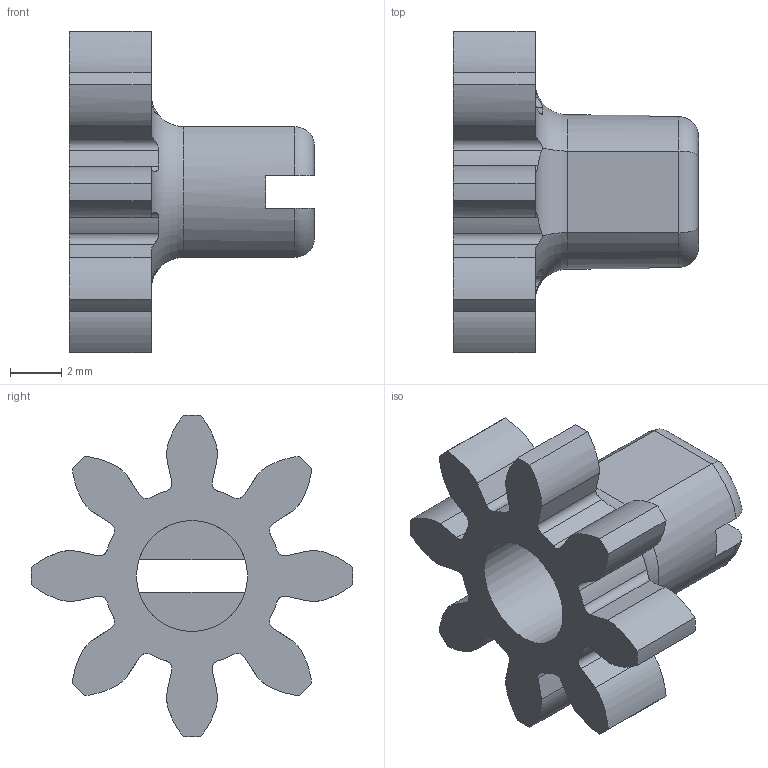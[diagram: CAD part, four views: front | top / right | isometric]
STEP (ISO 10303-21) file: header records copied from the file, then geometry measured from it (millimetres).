
FILE_DESCRIPTION(/* description */ (''),/* implementation_level */ '2;1');
FILE_NAME(/* name */ 'Master Tigear Nut.step',/* time_stamp */ '2020-08-02T13:53:08-04:00',/* author */ (''),/* organization */ (''),/* preprocessor_version */ 'ST-DEVELOPER v18.1',/* originating_system */ 'Autodesk Translation Framework v9.3.0.1241',/* authorisation */ '');
FILE_SCHEMA (('AUTOMOTIVE_DESIGN { 1 0 10303 214 3 1 1 }'));
Length unit declared in the file: inch
Products named in the file (1): Master Tigear Nut
Bounding box: 9.53 x 12.5 x 12.5 mm (x, y, z)
Volume: 280.7 mm3; surface area: 560.7 mm2
Topology: 1 solids, 1 shells, 96 faces, 273 edges, 178 vertices
Faces by surface type: cylinder 39, plane 35, bspline 16, torus 6
Full cylindrical faces by diameter (mm): 4.318 x1
Entity records: 8056 total; most frequent: CARTESIAN_POINT 5708, ORIENTED_EDGE 546, DIRECTION 427, EDGE_CURVE 273, VERTEX_POINT 178, AXIS2_PLACEMENT_3D 153, LINE 121, VECTOR 121
